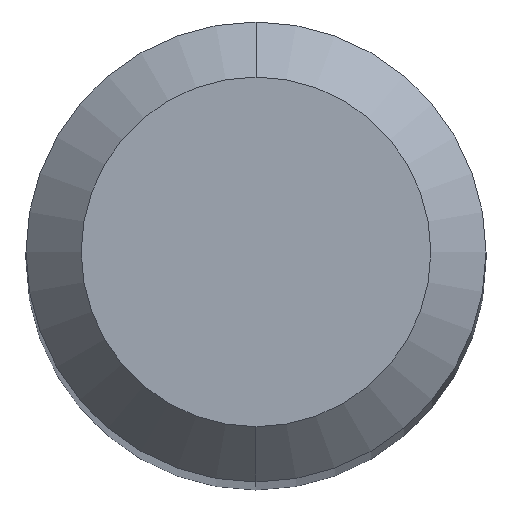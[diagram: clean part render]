
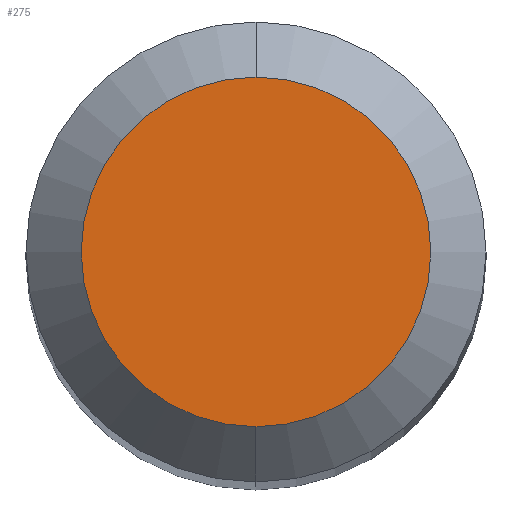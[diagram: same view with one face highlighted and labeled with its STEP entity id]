
A CAD part, top view. The second image highlights one B-rep face of the part: STEP entity #275.
In plain terms, the highlighted planar face has unit normal (0, 0, 1).
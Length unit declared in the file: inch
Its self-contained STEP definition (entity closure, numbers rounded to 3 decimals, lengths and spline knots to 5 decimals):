
#34 = CARTESIAN_POINT ( 'NONE',  ( 0., -0.0475, 0. ) ) ;
#71 = EDGE_CURVE ( 'NONE', #218, #265, #345, .T. ) ;
#80 = ORIENTED_EDGE ( 'NONE', *, *, #256, .T. ) ;
#121 = CARTESIAN_POINT ( 'NONE',  ( 0., 0.0475, 0. ) ) ;
#133 = CIRCLE ( 'NONE', #301, 0.0475 ) ;
#146 = DIRECTION ( 'NONE',  ( 0., -1., 0. ) ) ;
#158 = AXIS2_PLACEMENT_3D ( 'NONE', #159, #252, #291 ) ;
#159 = CARTESIAN_POINT ( 'NONE',  ( 0., 0.0475, 0. ) ) ;
#160 = ORIENTED_EDGE ( 'NONE', *, *, #71, .T. ) ;
#164 = FACE_OUTER_BOUND ( 'NONE', #329, .T. ) ;
#218 = VERTEX_POINT ( 'NONE', #121 ) ;
#222 = CARTESIAN_POINT ( 'NONE',  ( 0., 0., 0. ) ) ;
#252 = DIRECTION ( 'NONE',  ( 0., 0., -1. ) ) ;
#256 = EDGE_CURVE ( 'NONE', #265, #218, #133, .T. ) ;
#265 = VERTEX_POINT ( 'NONE', #34 ) ;
#275 = ADVANCED_FACE ( 'NONE', ( #164 ), #478, .F. ) ;
#285 = AXIS2_PLACEMENT_3D ( 'NONE', #222, #424, #146 ) ;
#291 = DIRECTION ( 'NONE',  ( 0., 1., 0. ) ) ;
#301 = AXIS2_PLACEMENT_3D ( 'NONE', #322, #519, #395 ) ;
#322 = CARTESIAN_POINT ( 'NONE',  ( 0., 0., 0. ) ) ;
#329 = EDGE_LOOP ( 'NONE', ( #160, #80 ) ) ;
#345 = CIRCLE ( 'NONE', #285, 0.0475 ) ;
#395 = DIRECTION ( 'NONE',  ( 0., -1., 0. ) ) ;
#424 = DIRECTION ( 'NONE',  ( 0., 0., 1. ) ) ;
#478 = PLANE ( 'NONE',  #158 ) ;
#519 = DIRECTION ( 'NONE',  ( 0., 0., 1. ) ) ;
